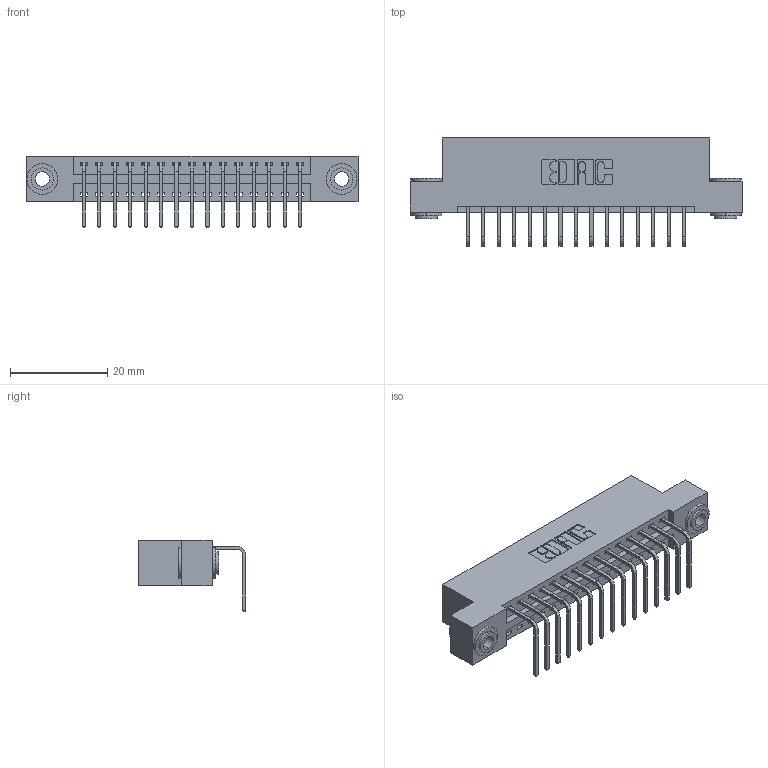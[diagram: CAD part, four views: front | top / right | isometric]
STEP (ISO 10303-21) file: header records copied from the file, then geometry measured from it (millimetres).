
FILE_DESCRIPTION (( 'STEP AP203' ), '1' );
FILE_NAME ('346-015-558-103.STEP', '2022-05-05T08:51:18', ( '' ), ( '' ), 'SwSTEP 2.0', 'SolidWorks 2020', '' );
FILE_SCHEMA (( 'CONFIG_CONTROL_DESIGN' ));
Length unit declared in the file: inch
Products named in the file (4): 345-292-001_558 Tail - 2; 346-015-558-103; 345-250-002_345-250-002-102; 346 Part_Flush Mounting Lugs - 0.156 Dia-TH
Assembly tree (18 placements, depth 2):
  346-015-558-103
    346 Part_Flush Mounting Lugs - 0.156 Dia-TH
    345-292-001_558 Tail - 2  x15
    345-250-002_345-250-002-102  x2
Bounding box: 68.2 x 22.16 x 14.73 mm (x, y, z)
Volume: 6393.4 mm3; surface area: 8249.2 mm2
Topology: 18 solids, 18 shells, 1074 faces, 3171 edges, 2090 vertices
Faces by surface type: plane 730, cylinder 336, cone 8
Entity records: 14094 total; most frequent: CARTESIAN_POINT 2406, ORIENTED_EDGE 2346, DIRECTION 2185, EDGE_CURVE 1173, VECTOR 957, LINE 957, VERTEX_POINT 778, AXIS2_PLACEMENT_3D 614
